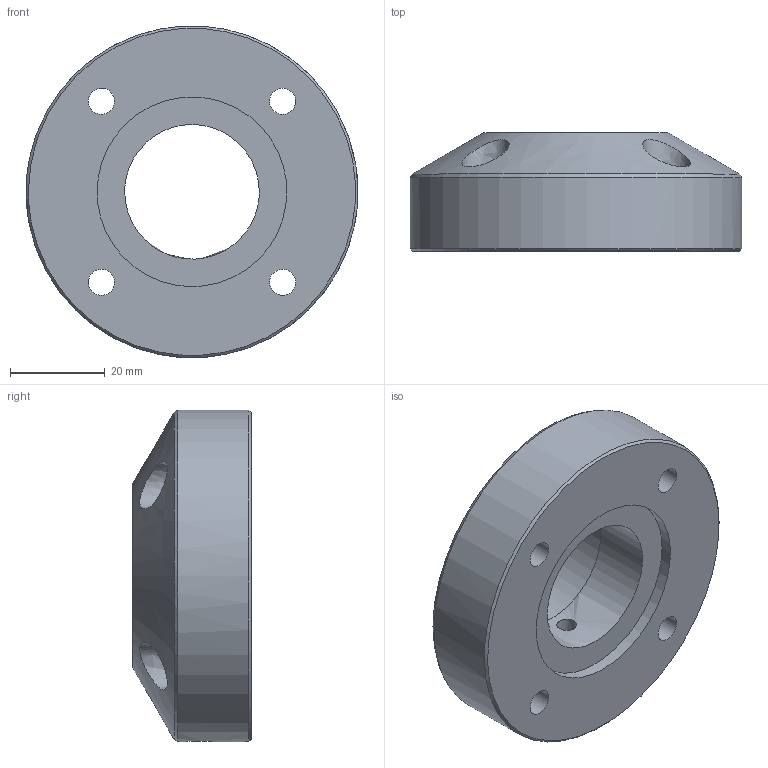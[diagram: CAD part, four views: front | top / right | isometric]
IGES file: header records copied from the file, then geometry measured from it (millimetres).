
Global section: file name: SBT-MF2-M30; native system: Autodesk Inventor 2022; preprocessor: unknown; author: S. Sandt; organization: di-soric GmbH & Co. KG; date: 20230816.080716; units: millimetre
Bounding box: 70 x 25 x 69.93 mm (x, y, z)
Volume: 60003.9 mm3; surface area: 14934.1 mm2
Topology: 2 solids, 2 shells, 46 faces, 111 edges, 75 vertices
Faces by surface type: bspline 46
